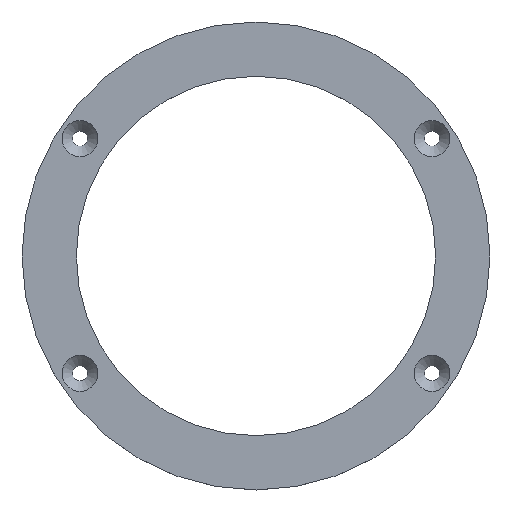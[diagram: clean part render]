
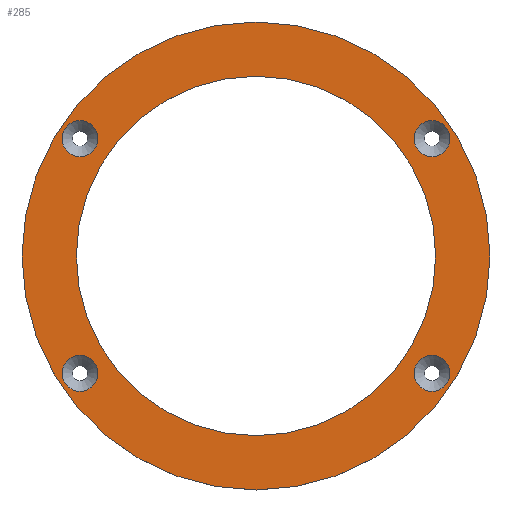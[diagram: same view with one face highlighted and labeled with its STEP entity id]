
A CAD part, top view. The second image highlights one B-rep face of the part: STEP entity #285.
In plain terms, the highlighted planar face has unit normal (0, 0, 1).
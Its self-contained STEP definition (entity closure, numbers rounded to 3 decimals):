
#15=FACE_BOUND('',#58,.T.);
#16=FACE_BOUND('',#59,.T.);
#17=FACE_BOUND('',#60,.T.);
#18=FACE_BOUND('',#61,.T.);
#19=FACE_BOUND('',#62,.T.);
#27=PLANE('',#330);
#39=FACE_OUTER_BOUND('',#57,.T.);
#57=EDGE_LOOP('',(#207));
#58=EDGE_LOOP('',(#208));
#59=EDGE_LOOP('',(#209));
#60=EDGE_LOOP('',(#210));
#61=EDGE_LOOP('',(#211));
#62=EDGE_LOOP('',(#212));
#114=CIRCLE('',#326,62.5);
#115=CIRCLE('',#328,4.8);
#117=CIRCLE('',#331,4.8);
#118=CIRCLE('',#332,4.8);
#119=CIRCLE('',#333,48.);
#120=CIRCLE('',#334,4.8);
#138=VERTEX_POINT('',#470);
#139=VERTEX_POINT('',#474);
#141=VERTEX_POINT('',#480);
#142=VERTEX_POINT('',#482);
#143=VERTEX_POINT('',#484);
#144=VERTEX_POINT('',#486);
#163=EDGE_CURVE('',#138,#138,#114,.T.);
#164=EDGE_CURVE('',#139,#139,#115,.T.);
#167=EDGE_CURVE('',#141,#141,#117,.T.);
#168=EDGE_CURVE('',#142,#142,#118,.T.);
#169=EDGE_CURVE('',#143,#143,#119,.T.);
#170=EDGE_CURVE('',#144,#144,#120,.T.);
#207=ORIENTED_EDGE('',*,*,#163,.T.);
#208=ORIENTED_EDGE('',*,*,#167,.F.);
#209=ORIENTED_EDGE('',*,*,#168,.F.);
#210=ORIENTED_EDGE('',*,*,#169,.T.);
#211=ORIENTED_EDGE('',*,*,#170,.F.);
#212=ORIENTED_EDGE('',*,*,#164,.F.);
#285=ADVANCED_FACE('',(#39,#15,#16,#17,#18,#19),#27,.T.);
#326=AXIS2_PLACEMENT_3D('',#472,#373,#374);
#328=AXIS2_PLACEMENT_3D('',#475,#377,#378);
#330=AXIS2_PLACEMENT_3D('',#479,#382,#383);
#331=AXIS2_PLACEMENT_3D('',#481,#384,#385);
#332=AXIS2_PLACEMENT_3D('',#483,#386,#387);
#333=AXIS2_PLACEMENT_3D('',#485,#388,#389);
#334=AXIS2_PLACEMENT_3D('',#487,#390,#391);
#373=DIRECTION('center_axis',(0.,0.,1.));
#374=DIRECTION('ref_axis',(1.,0.,0.));
#377=DIRECTION('center_axis',(0.,0.,1.));
#378=DIRECTION('ref_axis',(-1.,0.,0.));
#382=DIRECTION('center_axis',(0.,0.,1.));
#383=DIRECTION('ref_axis',(1.,0.,0.));
#384=DIRECTION('center_axis',(0.,0.,1.));
#385=DIRECTION('ref_axis',(-1.,0.,0.));
#386=DIRECTION('center_axis',(0.,0.,1.));
#387=DIRECTION('ref_axis',(-1.,0.,0.));
#388=DIRECTION('center_axis',(0.,0.,-1.));
#389=DIRECTION('ref_axis',(-1.,0.,0.));
#390=DIRECTION('center_axis',(0.,0.,1.));
#391=DIRECTION('ref_axis',(-1.,0.,0.));
#470=CARTESIAN_POINT('',(-62.5,0.,4.6));
#472=CARTESIAN_POINT('Origin',(0.,0.,4.6));
#474=CARTESIAN_POINT('',(-42.211,31.341,4.6));
#475=CARTESIAN_POINT('Origin',(-47.011,31.341,4.6));
#479=CARTESIAN_POINT('Origin',(-3.5,0.,4.6));
#480=CARTESIAN_POINT('',(-42.211,-31.341,4.6));
#481=CARTESIAN_POINT('Origin',(-47.011,-31.341,4.6));
#482=CARTESIAN_POINT('',(51.811,31.341,4.6));
#483=CARTESIAN_POINT('Origin',(47.011,31.341,4.6));
#484=CARTESIAN_POINT('',(48.,0.,4.6));
#485=CARTESIAN_POINT('Origin',(0.,0.,4.6));
#486=CARTESIAN_POINT('',(51.811,-31.341,4.6));
#487=CARTESIAN_POINT('Origin',(47.011,-31.341,4.6));
